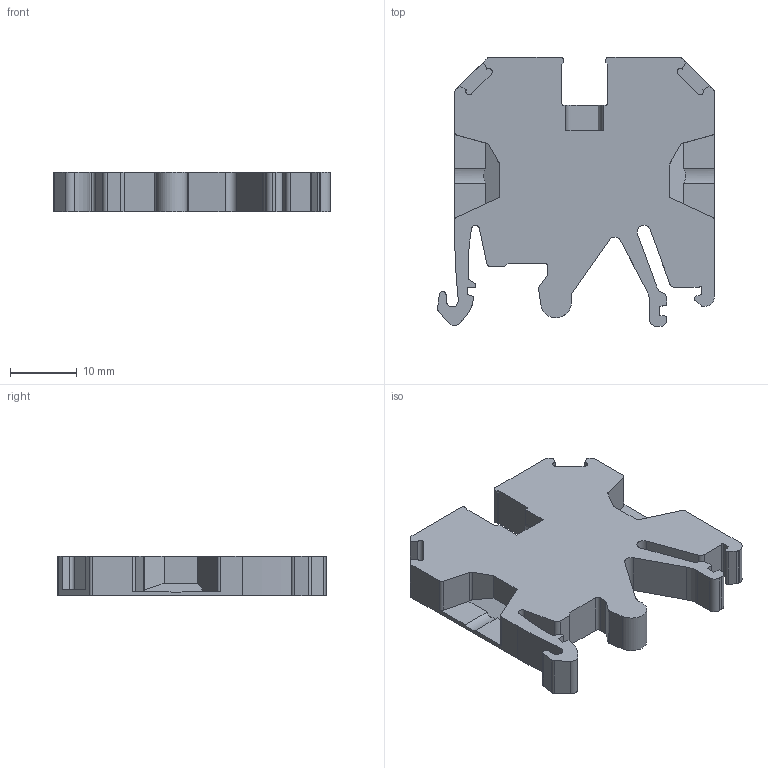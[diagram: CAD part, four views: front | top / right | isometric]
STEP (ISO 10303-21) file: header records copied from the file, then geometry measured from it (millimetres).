
FILE_DESCRIPTION((''),'2;1');
FILE_NAME('UPUN_281001_USK-2-5_3D_ASM_ASM','2021-12-27T',('Administrator'),(''),'PRO/ENGINEER BY PARAMETRIC TECHNOLOGY CORPORATION, 2013230','PRO/ENGINEER BY PARAMETRIC TECHNOLOGY CORPORATION, 2013230','');
FILE_SCHEMA(('AUTOMOTIVE_DESIGN { 1 0 10303 214 1 1 1 1 }'));
Length unit declared in the file: millimetre
Products named in the file (1): UPUN_281001_USK-2-5_3D_ASM_ASM
Bounding box: 41.59 x 40.4 x 6 mm (x, y, z)
Volume: 6233.9 mm3; surface area: 4525.6 mm2
Topology: 1 solids, 6 shells, 214 faces, 634 edges, 436 vertices
Faces by surface type: plane 115, cylinder 83, torus 8, cone 4, bspline 4
Entity records: 8788 total; most frequent: CARTESIAN_POINT 2878, ORIENTED_EDGE 1268, DIRECTION 1203, EDGE_CURVE 634, VERTEX_POINT 436, AXIS2_PLACEMENT_3D 415, VECTOR 373, LINE 373
